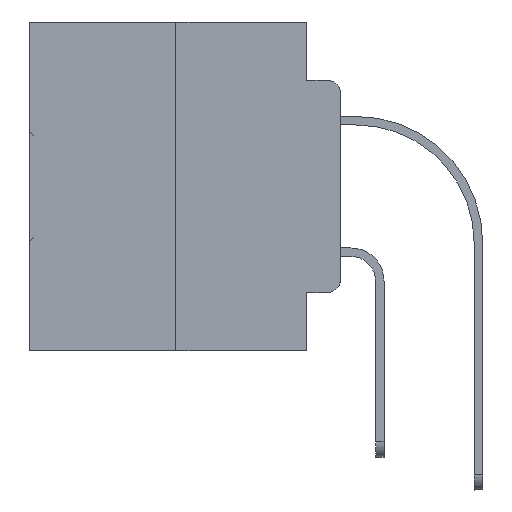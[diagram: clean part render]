
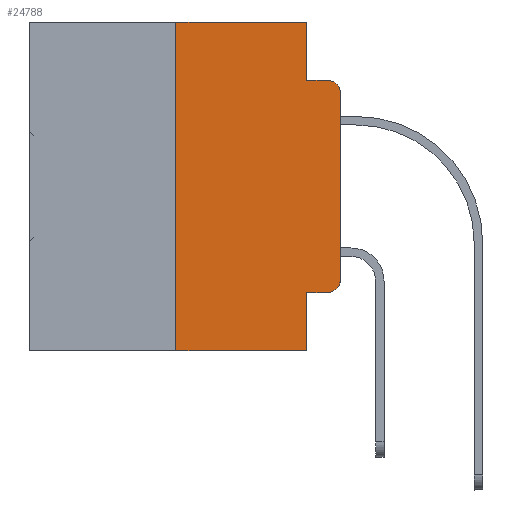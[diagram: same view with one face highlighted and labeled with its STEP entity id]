
A CAD part, left-side view. The second image highlights one B-rep face of the part: STEP entity #24788.
In plain terms, the highlighted planar face has unit normal (-1, 0, 0).
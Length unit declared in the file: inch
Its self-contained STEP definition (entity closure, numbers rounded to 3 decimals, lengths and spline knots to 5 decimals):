
#520 = ORIENTED_EDGE ( 'NONE', *, *, #31069, .T. ) ;
#1266 = EDGE_CURVE ( 'NONE', #27601, #8496, #33878, .T. ) ;
#1377 = VECTOR ( 'NONE', #8880, 39.37008 ) ;
#1512 = CARTESIAN_POINT ( 'NONE',  ( 0., 0.051, -0.4115 ) ) ;
#2428 = LINE ( 'NONE', #35221, #32201 ) ;
#2617 = VERTEX_POINT ( 'NONE', #10682 ) ;
#2672 = CARTESIAN_POINT ( 'NONE',  ( 0., 0.051, 0. ) ) ;
#2797 = ORIENTED_EDGE ( 'NONE', *, *, #12711, .F. ) ;
#2856 = LINE ( 'NONE', #2672, #1377 ) ;
#3407 = ORIENTED_EDGE ( 'NONE', *, *, #5872, .F. ) ;
#3579 = DIRECTION ( 'NONE',  ( 0., 0., -1. ) ) ;
#5160 = CARTESIAN_POINT ( 'NONE',  ( 0., 0.473, -0.5 ) ) ;
#5416 = LINE ( 'NONE', #1512, #6661 ) ;
#5796 = VERTEX_POINT ( 'NONE', #32647 ) ;
#5872 = EDGE_CURVE ( 'NONE', #5796, #8011, #2428, .T. ) ;
#6199 = DIRECTION ( 'NONE',  ( 0., 0., 1. ) ) ;
#6256 = CARTESIAN_POINT ( 'NONE',  ( 0., 0., -0.3915 ) ) ;
#6661 = VECTOR ( 'NONE', #12861, 39.37008 ) ;
#6968 = DIRECTION ( 'NONE',  ( 0., -1., 0. ) ) ;
#8011 = VERTEX_POINT ( 'NONE', #27490 ) ;
#8298 = ORIENTED_EDGE ( 'NONE', *, *, #1266, .F. ) ;
#8496 = VERTEX_POINT ( 'NONE', #16448 ) ;
#8652 = DIRECTION ( 'NONE',  ( 0., 0., -1. ) ) ;
#8880 = DIRECTION ( 'NONE',  ( 0., 0., -1. ) ) ;
#8956 = CARTESIAN_POINT ( 'NONE',  ( 0., 0.25, 0. ) ) ;
#9238 = DIRECTION ( 'NONE',  ( 1., 0., 0. ) ) ;
#9352 = LINE ( 'NONE', #34269, #13929 ) ;
#9838 = CARTESIAN_POINT ( 'NONE',  ( 0., 0.25, -0.5 ) ) ;
#10087 = CARTESIAN_POINT ( 'NONE',  ( 0., 0.02, -0.3915 ) ) ;
#10682 = CARTESIAN_POINT ( 'NONE',  ( 0., 0.02, -0.4115 ) ) ;
#10796 = VECTOR ( 'NONE', #6199, 39.37008 ) ;
#10988 = DIRECTION ( 'NONE',  ( 0., 0., 1. ) ) ;
#12224 = CARTESIAN_POINT ( 'NONE',  ( 0., 0.051, 0. ) ) ;
#12711 = EDGE_CURVE ( 'NONE', #8496, #22011, #9352, .T. ) ;
#12861 = DIRECTION ( 'NONE',  ( 0., -1., 0. ) ) ;
#13013 = DIRECTION ( 'NONE',  ( 0., 0., -1. ) ) ;
#13799 = DIRECTION ( 'NONE',  ( 0., 0., -1. ) ) ;
#13929 = VECTOR ( 'NONE', #6968, 39.37008 ) ;
#14867 = CARTESIAN_POINT ( 'NONE',  ( 0., 0.02, -0.1085 ) ) ;
#15762 = DIRECTION ( 'NONE',  ( -1., 0., 0. ) ) ;
#15954 = DIRECTION ( 'NONE',  ( 0., -1., 0. ) ) ;
#16448 = CARTESIAN_POINT ( 'NONE',  ( 0., 0.25, 0. ) ) ;
#16626 = AXIS2_PLACEMENT_3D ( 'NONE', #28661, #9238, #3579 ) ;
#17116 = VECTOR ( 'NONE', #10988, 39.37008 ) ;
#17280 = ORIENTED_EDGE ( 'NONE', *, *, #24113, .F. ) ;
#18062 = AXIS2_PLACEMENT_3D ( 'NONE', #10087, #15762, #13013 ) ;
#18726 = ORIENTED_EDGE ( 'NONE', *, *, #25601, .T. ) ;
#19299 = CARTESIAN_POINT ( 'NONE',  ( 0., 0.051, -0.5 ) ) ;
#19816 = EDGE_LOOP ( 'NONE', ( #520, #24494, #3407, #17280, #2797, #8298, #18726, #25846, #21674, #21133 ) ) ;
#20934 = VERTEX_POINT ( 'NONE', #6256 ) ;
#21133 = ORIENTED_EDGE ( 'NONE', *, *, #33243, .T. ) ;
#21308 = DIRECTION ( 'NONE',  ( 0., -1., 0. ) ) ;
#21674 = ORIENTED_EDGE ( 'NONE', *, *, #26605, .T. ) ;
#22001 = LINE ( 'NONE', #5160, #30472 ) ;
#22011 = VERTEX_POINT ( 'NONE', #12224 ) ;
#22676 = VERTEX_POINT ( 'NONE', #19299 ) ;
#22978 = FACE_OUTER_BOUND ( 'NONE', #19816, .T. ) ;
#23592 = EDGE_CURVE ( 'NONE', #30493, #22676, #2856, .T. ) ;
#24113 = EDGE_CURVE ( 'NONE', #22011, #5796, #24798, .T. ) ;
#24494 = ORIENTED_EDGE ( 'NONE', *, *, #30708, .T. ) ;
#24788 = ADVANCED_FACE ( 'NONE', ( #22978 ), #31222, .F. ) ;
#24798 = LINE ( 'NONE', #35973, #28295 ) ;
#25601 = EDGE_CURVE ( 'NONE', #27601, #22676, #22001, .T. ) ;
#25846 = ORIENTED_EDGE ( 'NONE', *, *, #23592, .F. ) ;
#26437 = CARTESIAN_POINT ( 'NONE',  ( 0., 0.051, -0.4115 ) ) ;
#26605 = EDGE_CURVE ( 'NONE', #30493, #2617, #5416, .T. ) ;
#27305 = LINE ( 'NONE', #32806, #17116 ) ;
#27490 = CARTESIAN_POINT ( 'NONE',  ( 0., 0.02, -0.0885 ) ) ;
#27601 = VERTEX_POINT ( 'NONE', #9838 ) ;
#28295 = VECTOR ( 'NONE', #13799, 39.37008 ) ;
#28661 = CARTESIAN_POINT ( 'NONE',  ( 0., 0.473, 0. ) ) ;
#28898 = VERTEX_POINT ( 'NONE', #30512 ) ;
#29129 = AXIS2_PLACEMENT_3D ( 'NONE', #14867, #34488, #8652 ) ;
#29750 = CIRCLE ( 'NONE', #29129, 0.02 ) ;
#30472 = VECTOR ( 'NONE', #15954, 39.37008 ) ;
#30493 = VERTEX_POINT ( 'NONE', #26437 ) ;
#30512 = CARTESIAN_POINT ( 'NONE',  ( 0., 0., -0.1085 ) ) ;
#30708 = EDGE_CURVE ( 'NONE', #28898, #8011, #29750, .T. ) ;
#31069 = EDGE_CURVE ( 'NONE', #20934, #28898, #27305, .T. ) ;
#31222 = PLANE ( 'NONE',  #16626 ) ;
#32201 = VECTOR ( 'NONE', #21308, 39.37008 ) ;
#32647 = CARTESIAN_POINT ( 'NONE',  ( 0., 0.051, -0.0885 ) ) ;
#32806 = CARTESIAN_POINT ( 'NONE',  ( 0., 0., 0. ) ) ;
#33243 = EDGE_CURVE ( 'NONE', #2617, #20934, #33868, .T. ) ;
#33868 = CIRCLE ( 'NONE', #18062, 0.02 ) ;
#33878 = LINE ( 'NONE', #8956, #10796 ) ;
#34269 = CARTESIAN_POINT ( 'NONE',  ( 0., 0.473, 0. ) ) ;
#34488 = DIRECTION ( 'NONE',  ( -1., 0., 0. ) ) ;
#35221 = CARTESIAN_POINT ( 'NONE',  ( 0., 0.051, -0.0885 ) ) ;
#35973 = CARTESIAN_POINT ( 'NONE',  ( 0., 0.051, 0. ) ) ;
